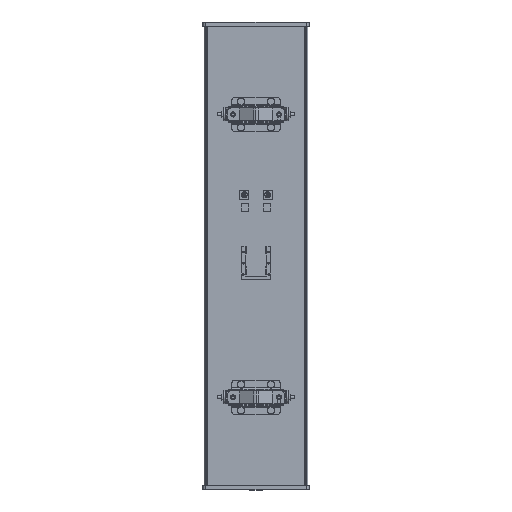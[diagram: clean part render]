
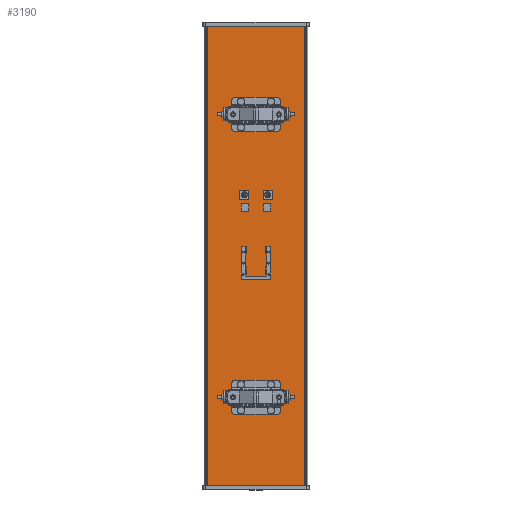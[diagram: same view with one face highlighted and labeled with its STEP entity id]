
A CAD part, top view. The second image highlights one B-rep face of the part: STEP entity #3190.
In plain terms, the highlighted planar face has unit normal (0, 0, 1).
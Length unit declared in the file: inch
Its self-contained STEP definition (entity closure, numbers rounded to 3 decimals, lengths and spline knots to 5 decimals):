
#2171 = DIRECTION ( 'NONE',  ( 0., 1., 0. ) ) ;
#3190 = ADVANCED_FACE ( 'NONE', ( #9815 ), #23209, .T. ) ;
#3513 = CARTESIAN_POINT ( 'NONE',  ( -5.3125, -24.37254, 0. ) ) ;
#3595 = EDGE_LOOP ( 'NONE', ( #21270, #28768, #16913, #7305 ) ) ;
#3713 = LINE ( 'NONE', #19873, #14676 ) ;
#5584 = EDGE_CURVE ( 'NONE', #28570, #8019, #12532, .T. ) ;
#5615 = EDGE_CURVE ( 'NONE', #23880, #8019, #17996, .T. ) ;
#5867 = DIRECTION ( 'NONE',  ( 0., -1., 0. ) ) ;
#6812 = DIRECTION ( 'NONE',  ( 1., 0., 0. ) ) ;
#7305 = ORIENTED_EDGE ( 'NONE', *, *, #5615, .T. ) ;
#8019 = VERTEX_POINT ( 'NONE', #26516 ) ;
#9815 = FACE_OUTER_BOUND ( 'NONE', #3595, .T. ) ;
#10050 = LINE ( 'NONE', #3513, #28772 ) ;
#12532 = LINE ( 'NONE', #18953, #19453 ) ;
#13866 = CARTESIAN_POINT ( 'NONE',  ( 5.125, -24.68504, 0. ) ) ;
#14676 = VECTOR ( 'NONE', #5867, 39.37008 ) ;
#14820 = DIRECTION ( 'NONE',  ( 0., 0., 1. ) ) ;
#16688 = CARTESIAN_POINT ( 'NONE',  ( -5.125, 24.37254, 0. ) ) ;
#16751 = CARTESIAN_POINT ( 'NONE',  ( -5.125, -24.68504, 0. ) ) ;
#16913 = ORIENTED_EDGE ( 'NONE', *, *, #20409, .F. ) ;
#17996 = LINE ( 'NONE', #13866, #25707 ) ;
#18220 = AXIS2_PLACEMENT_3D ( 'NONE', #16751, #14820, #23811 ) ;
#18953 = CARTESIAN_POINT ( 'NONE',  ( -5.3125, 24.37254, 0. ) ) ;
#19453 = VECTOR ( 'NONE', #6812, 39.37008 ) ;
#19873 = CARTESIAN_POINT ( 'NONE',  ( -5.125, -24.68504, 0. ) ) ;
#20262 = CARTESIAN_POINT ( 'NONE',  ( 5.125, -24.37254, 0. ) ) ;
#20409 = EDGE_CURVE ( 'NONE', #23880, #29735, #10050, .T. ) ;
#21270 = ORIENTED_EDGE ( 'NONE', *, *, #5584, .F. ) ;
#21735 = EDGE_CURVE ( 'NONE', #28570, #29735, #3713, .T. ) ;
#22276 = CARTESIAN_POINT ( 'NONE',  ( -5.125, -24.37254, 0. ) ) ;
#23209 = PLANE ( 'NONE',  #18220 ) ;
#23811 = DIRECTION ( 'NONE',  ( 1., 0., 0. ) ) ;
#23880 = VERTEX_POINT ( 'NONE', #20262 ) ;
#25707 = VECTOR ( 'NONE', #2171, 39.37008 ) ;
#26516 = CARTESIAN_POINT ( 'NONE',  ( 5.125, 24.37254, 0. ) ) ;
#26786 = DIRECTION ( 'NONE',  ( -1., 0., 0. ) ) ;
#28570 = VERTEX_POINT ( 'NONE', #16688 ) ;
#28768 = ORIENTED_EDGE ( 'NONE', *, *, #21735, .T. ) ;
#28772 = VECTOR ( 'NONE', #26786, 39.37008 ) ;
#29735 = VERTEX_POINT ( 'NONE', #22276 ) ;
